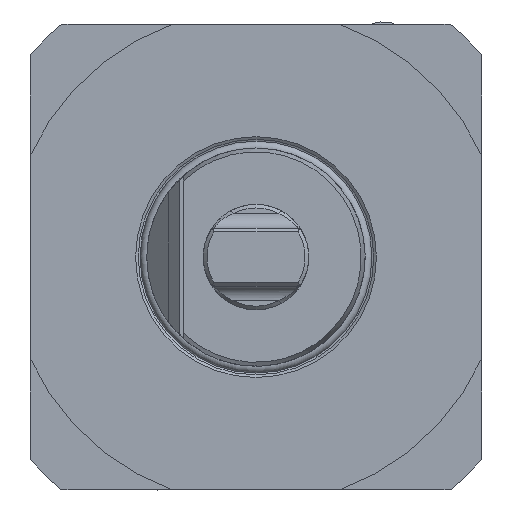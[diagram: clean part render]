
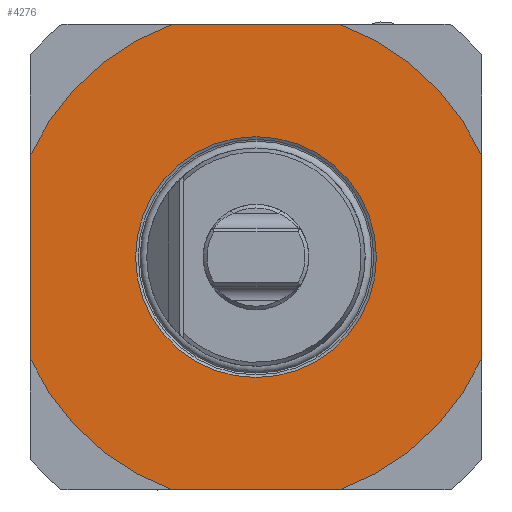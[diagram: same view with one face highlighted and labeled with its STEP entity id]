
A CAD part, front view. The second image highlights one B-rep face of the part: STEP entity #4276.
In plain terms, the highlighted planar face has unit normal (0, -1, 0).
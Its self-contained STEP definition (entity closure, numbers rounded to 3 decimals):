
#199 = DIRECTION ( 'NONE',  ( 0., 0., -1. ) ) ;
#404 = EDGE_CURVE ( 'NONE', #23537, #15751, #14853, .T. ) ;
#983 = FACE_OUTER_BOUND ( 'NONE', #2691, .T. ) ;
#1584 = VECTOR ( 'NONE', #25388, 1000. ) ;
#1889 = CIRCLE ( 'NONE', #21291, 16.544 ) ;
#1974 = CARTESIAN_POINT ( 'NONE',  ( 31., 0., -13.964 ) ) ;
#2691 = EDGE_LOOP ( 'NONE', ( #9198, #9731, #4883, #23520, #4866, #15146, #2888, #19646 ) ) ;
#2888 = ORIENTED_EDGE ( 'NONE', *, *, #404, .T. ) ;
#2925 = ORIENTED_EDGE ( 'NONE', *, *, #21115, .T. ) ;
#3314 = DIRECTION ( 'NONE',  ( 0., -1., 0. ) ) ;
#3680 = CARTESIAN_POINT ( 'NONE',  ( 0., 0., -32. ) ) ;
#4008 = CIRCLE ( 'NONE', #8283, 34. ) ;
#4118 = VECTOR ( 'NONE', #5667, 1000. ) ;
#4276 = ADVANCED_FACE ( 'NONE', ( #9950, #983 ), #14952, .T. ) ;
#4866 = ORIENTED_EDGE ( 'NONE', *, *, #11416, .T. ) ;
#4883 = ORIENTED_EDGE ( 'NONE', *, *, #14294, .T. ) ;
#5667 = DIRECTION ( 'NONE',  ( 1., 0., 0. ) ) ;
#5967 = CARTESIAN_POINT ( 'NONE',  ( -31., 0., -13.964 ) ) ;
#6520 = CARTESIAN_POINT ( 'NONE',  ( 31., 0., 41.65 ) ) ;
#7577 = CARTESIAN_POINT ( 'NONE',  ( -11.489, 0., -32. ) ) ;
#7811 = DIRECTION ( 'NONE',  ( 0., 1., 0. ) ) ;
#8169 = CIRCLE ( 'NONE', #9283, 34. ) ;
#8283 = AXIS2_PLACEMENT_3D ( 'NONE', #10394, #14622, #12389 ) ;
#9063 = DIRECTION ( 'NONE',  ( 0., -1., 0. ) ) ;
#9198 = ORIENTED_EDGE ( 'NONE', *, *, #16680, .T. ) ;
#9283 = AXIS2_PLACEMENT_3D ( 'NONE', #10133, #21820, #12105 ) ;
#9731 = ORIENTED_EDGE ( 'NONE', *, *, #21557, .T. ) ;
#9755 = CARTESIAN_POINT ( 'NONE',  ( -31., 0., 41.65 ) ) ;
#9950 = FACE_BOUND ( 'NONE', #25455, .T. ) ;
#10133 = CARTESIAN_POINT ( 'NONE',  ( 0., 0., 0. ) ) ;
#10263 = LINE ( 'NONE', #3680, #4118 ) ;
#10394 = CARTESIAN_POINT ( 'NONE',  ( 0., 0., 0. ) ) ;
#11042 = DIRECTION ( 'NONE',  ( 0., 0., -1. ) ) ;
#11416 = EDGE_CURVE ( 'NONE', #16823, #22171, #19097, .T. ) ;
#11703 = DIRECTION ( 'NONE',  ( 0., 0., 1. ) ) ;
#11984 = VERTEX_POINT ( 'NONE', #18419 ) ;
#12037 = CARTESIAN_POINT ( 'NONE',  ( 0., 0., 0. ) ) ;
#12105 = DIRECTION ( 'NONE',  ( 0., 0., -1. ) ) ;
#12389 = DIRECTION ( 'NONE',  ( 0., 0., -1. ) ) ;
#13653 = CIRCLE ( 'NONE', #19718, 34. ) ;
#14294 = EDGE_CURVE ( 'NONE', #17426, #21250, #17432, .T. ) ;
#14456 = CARTESIAN_POINT ( 'NONE',  ( 0., 0., 32. ) ) ;
#14622 = DIRECTION ( 'NONE',  ( 0., -1., 0. ) ) ;
#14853 = LINE ( 'NONE', #9755, #1584 ) ;
#14952 = PLANE ( 'NONE',  #22762 ) ;
#15009 = VECTOR ( 'NONE', #22256, 1000. ) ;
#15131 = CARTESIAN_POINT ( 'NONE',  ( 0., 0., 0. ) ) ;
#15146 = ORIENTED_EDGE ( 'NONE', *, *, #16640, .T. ) ;
#15734 = CIRCLE ( 'NONE', #21120, 34. ) ;
#15751 = VERTEX_POINT ( 'NONE', #5967 ) ;
#16049 = VECTOR ( 'NONE', #20199, 1000. ) ;
#16640 = EDGE_CURVE ( 'NONE', #22171, #23537, #13653, .T. ) ;
#16680 = EDGE_CURVE ( 'NONE', #24569, #19284, #10263, .T. ) ;
#16823 = VERTEX_POINT ( 'NONE', #24127 ) ;
#17071 = DIRECTION ( 'NONE',  ( 0., 0., -1. ) ) ;
#17380 = CARTESIAN_POINT ( 'NONE',  ( -11.489, 0., 32. ) ) ;
#17426 = VERTEX_POINT ( 'NONE', #1974 ) ;
#17432 = LINE ( 'NONE', #6520, #15009 ) ;
#18419 = CARTESIAN_POINT ( 'NONE',  ( 0., 0., 16.544 ) ) ;
#19097 = LINE ( 'NONE', #14456, #16049 ) ;
#19284 = VERTEX_POINT ( 'NONE', #23307 ) ;
#19646 = ORIENTED_EDGE ( 'NONE', *, *, #21621, .T. ) ;
#19718 = AXIS2_PLACEMENT_3D ( 'NONE', #15131, #3314, #17071 ) ;
#20199 = DIRECTION ( 'NONE',  ( -1., 0., 0. ) ) ;
#20977 = CARTESIAN_POINT ( 'NONE',  ( -31., 0., 13.964 ) ) ;
#21115 = EDGE_CURVE ( 'NONE', #11984, #11984, #1889, .T. ) ;
#21120 = AXIS2_PLACEMENT_3D ( 'NONE', #12037, #21997, #199 ) ;
#21250 = VERTEX_POINT ( 'NONE', #23187 ) ;
#21291 = AXIS2_PLACEMENT_3D ( 'NONE', #23301, #7811, #11703 ) ;
#21557 = EDGE_CURVE ( 'NONE', #19284, #17426, #15734, .T. ) ;
#21621 = EDGE_CURVE ( 'NONE', #15751, #24569, #4008, .T. ) ;
#21820 = DIRECTION ( 'NONE',  ( 0., -1., 0. ) ) ;
#21997 = DIRECTION ( 'NONE',  ( 0., -1., 0. ) ) ;
#22171 = VERTEX_POINT ( 'NONE', #17380 ) ;
#22256 = DIRECTION ( 'NONE',  ( 0., 0., 1. ) ) ;
#22762 = AXIS2_PLACEMENT_3D ( 'NONE', #24786, #9063, #11042 ) ;
#22785 = EDGE_CURVE ( 'NONE', #21250, #16823, #8169, .T. ) ;
#23187 = CARTESIAN_POINT ( 'NONE',  ( 31., 0., 13.964 ) ) ;
#23301 = CARTESIAN_POINT ( 'NONE',  ( 0., 0., 0. ) ) ;
#23307 = CARTESIAN_POINT ( 'NONE',  ( 11.489, 0., -32. ) ) ;
#23520 = ORIENTED_EDGE ( 'NONE', *, *, #22785, .T. ) ;
#23537 = VERTEX_POINT ( 'NONE', #20977 ) ;
#24127 = CARTESIAN_POINT ( 'NONE',  ( 11.489, 0., 32. ) ) ;
#24569 = VERTEX_POINT ( 'NONE', #7577 ) ;
#24786 = CARTESIAN_POINT ( 'NONE',  ( 0., 0., 41.65 ) ) ;
#25388 = DIRECTION ( 'NONE',  ( 0., 0., -1. ) ) ;
#25455 = EDGE_LOOP ( 'NONE', ( #2925 ) ) ;
